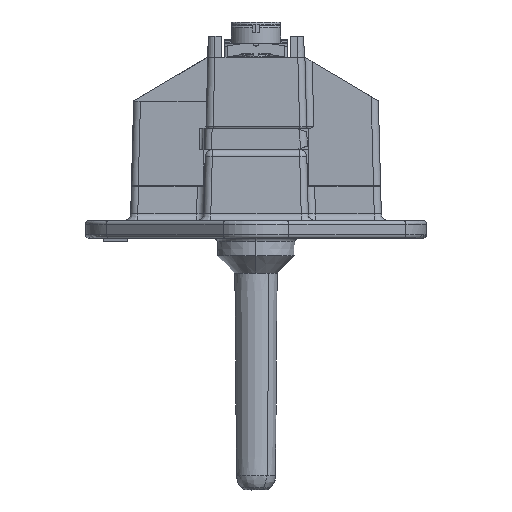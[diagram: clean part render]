
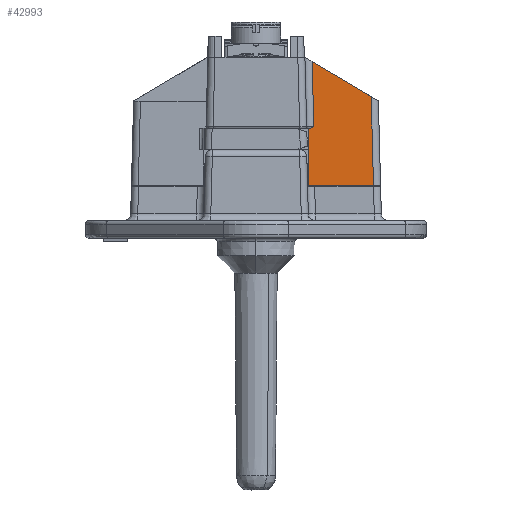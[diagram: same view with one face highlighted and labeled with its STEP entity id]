
A CAD part, left-side view. The second image highlights one B-rep face of the part: STEP entity #42993.
In plain terms, the highlighted planar face has unit normal (-1, 0, 0).
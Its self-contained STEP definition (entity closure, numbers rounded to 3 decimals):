
#8289=CARTESIAN_POINT('',(-46.473,-16.243,
17.453));
#8308=CARTESIAN_POINT('',(-46.473,-16.57,
4.95));
#8322=DIRECTION('',(0.,-1.,0.));
#8323=VECTOR('',#8322,9.197);
#8324=CARTESIAN_POINT('',(-46.473,-7.373,
4.95));
#8325=LINE('',#8324,#8323);
#12203=CARTESIAN_POINT('',(-46.473,-7.491,
13.));
#12205=DIRECTION('',(0.,1.,0.));
#12206=VECTOR('',#12205,0.118);
#12207=CARTESIAN_POINT('',(-46.473,-7.491,
13.));
#12208=LINE('',#12207,#12206);
#12665=CARTESIAN_POINT('',(-46.473,-8.155,
13.2));
#12666=CARTESIAN_POINT('',(-46.473,-8.073,
13.164));
#12667=CARTESIAN_POINT('',(-46.473,-7.919,
13.095));
#12668=CARTESIAN_POINT('',(-46.473,-7.698,
13.02));
#12669=CARTESIAN_POINT('',(-46.473,-7.559,
13.));
#12670=CARTESIAN_POINT('',(-46.473,-7.491,
13.));
#12672=CARTESIAN_POINT('',(-46.473,-8.155,
13.2));
#12681=DIRECTION('',(0.,0.026,1.));
#12682=VECTOR('',#12681,9.2);
#12683=CARTESIAN_POINT('',(-46.473,-8.155,
13.2));
#12684=LINE('',#12683,#12682);
#12685=DIRECTION('',(0.,-0.86,-0.51));
#12686=VECTOR('',#12685,9.685);
#12687=CARTESIAN_POINT('',(-46.473,-7.914,
22.397));
#12688=LINE('',#12687,#12686);
#12689=DIRECTION('',(0.,-0.026,-1.));
#12690=VECTOR('',#12689,12.507);
#12691=CARTESIAN_POINT('',(-46.473,-16.243,
17.453));
#12692=LINE('',#12691,#12690);
#12693=DIRECTION('',(0.,0.,-1.));
#12694=VECTOR('',#12693,8.05);
#12695=CARTESIAN_POINT('',(-46.473,-7.373,
13.));
#12696=LINE('',#12695,#12694);
#23306=VERTEX_POINT('',#8289);
#23307=CARTESIAN_POINT('',(-46.473,-7.914,
22.397));
#23308=VERTEX_POINT('',#23307);
#23309=VERTEX_POINT('',#8308);
#23314=CARTESIAN_POINT('',(-46.473,-7.373,
4.95));
#23315=VERTEX_POINT('',#23314);
#23595=VERTEX_POINT('',#12203);
#23596=CARTESIAN_POINT('',(-46.473,-7.373,
13.));
#23597=VERTEX_POINT('',#23596);
#24039=VERTEX_POINT('',#12672);
#42978=CARTESIAN_POINT('',(-46.473,0.,12.5));
#42979=DIRECTION('',(-1.,0.,0.));
#42980=DIRECTION('',(0.,-1.,0.));
#42981=AXIS2_PLACEMENT_3D('',#42978,#42979,#42980);
#42982=PLANE('',#42981);
#42983=ORIENTED_EDGE('',*,*,#42144,.F.);
#42984=ORIENTED_EDGE('',*,*,#42959,.F.);
#42985=ORIENTED_EDGE('',*,*,#42973,.T.);
#42986=ORIENTED_EDGE('',*,*,#36985,.T.);
#42987=ORIENTED_EDGE('',*,*,#37001,.T.);
#42988=ORIENTED_EDGE('',*,*,#37019,.F.);
#42990=ORIENTED_EDGE('',*,*,#42989,.F.);
#42991=EDGE_LOOP('',(#42983,#42984,#42985,#42986,#42987,#42988,#42990));
#42992=FACE_OUTER_BOUND('',#42991,.F.);
#42993=ADVANCED_FACE('',(#42992),#42982,.T.);
#12671=B_SPLINE_CURVE_WITH_KNOTS('',3,(#12665,#12666,#12667,#12668,#12669,
#12670),.UNSPECIFIED.,.F.,.F.,(4,1,1,4),(0.,0.333,
0.667,1.),.UNSPECIFIED.);
#36985=EDGE_CURVE('',#23308,#23306,#12688,.T.);
#37001=EDGE_CURVE('',#23306,#23309,#12692,.T.);
#37019=EDGE_CURVE('',#23315,#23309,#8325,.T.);
#42144=EDGE_CURVE('',#23595,#23597,#12208,.T.);
#42959=EDGE_CURVE('',#24039,#23595,#12671,.T.);
#42973=EDGE_CURVE('',#24039,#23308,#12684,.T.);
#42989=EDGE_CURVE('',#23597,#23315,#12696,.T.);
